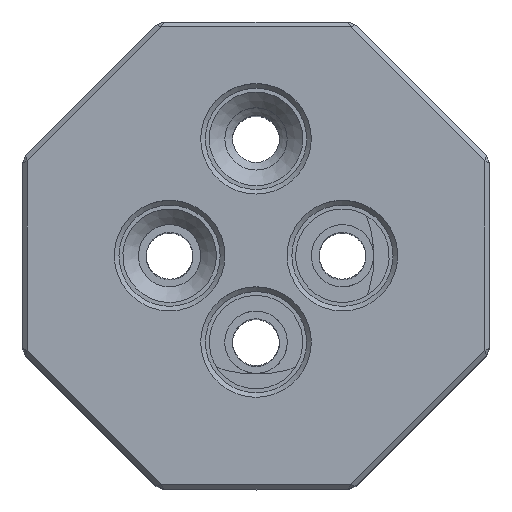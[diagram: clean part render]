
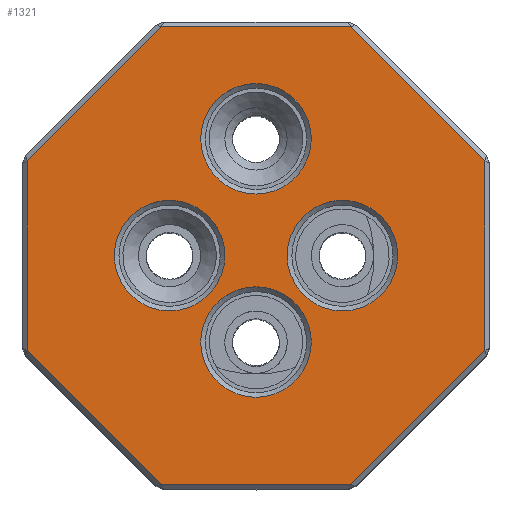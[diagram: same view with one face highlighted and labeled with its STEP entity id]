
A CAD part, top view. The second image highlights one B-rep face of the part: STEP entity #1321.
In plain terms, the highlighted planar face has unit normal (0, 0, 1).
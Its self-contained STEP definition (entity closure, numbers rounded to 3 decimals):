
#18=FACE_BOUND('',#312,.T.);
#19=FACE_BOUND('',#313,.T.);
#20=FACE_BOUND('',#314,.T.);
#21=FACE_BOUND('',#315,.T.);
#66=PLANE('',#1470);
#227=FACE_OUTER_BOUND('',#311,.T.);
#311=EDGE_LOOP('',(#1151,#1152,#1153,#1154,#1155,#1156,#1157,#1158));
#312=EDGE_LOOP('',(#1159));
#313=EDGE_LOOP('',(#1160));
#314=EDGE_LOOP('',(#1161));
#315=EDGE_LOOP('',(#1162));
#377=LINE('',#2053,#494);
#391=LINE('',#2082,#508);
#405=LINE('',#2111,#522);
#419=LINE('',#2140,#536);
#421=LINE('',#2143,#538);
#423=LINE('',#2146,#540);
#425=LINE('',#2149,#542);
#427=LINE('',#2152,#544);
#494=VECTOR('',#1690,10.);
#508=VECTOR('',#1714,10.);
#522=VECTOR('',#1738,10.);
#536=VECTOR('',#1762,10.);
#538=VECTOR('',#1766,10.);
#540=VECTOR('',#1770,10.);
#542=VECTOR('',#1774,10.);
#544=VECTOR('',#1778,10.);
#600=CIRCLE('',#1405,3.55);
#605=CIRCLE('',#1413,3.55);
#610=CIRCLE('',#1421,3.55);
#615=CIRCLE('',#1429,3.55);
#655=VERTEX_POINT('',#1970);
#660=VERTEX_POINT('',#1985);
#665=VERTEX_POINT('',#2000);
#670=VERTEX_POINT('',#2015);
#672=VERTEX_POINT('',#2028);
#677=VERTEX_POINT('',#2041);
#682=VERTEX_POINT('',#2057);
#687=VERTEX_POINT('',#2070);
#692=VERTEX_POINT('',#2086);
#697=VERTEX_POINT('',#2099);
#702=VERTEX_POINT('',#2115);
#707=VERTEX_POINT('',#2128);
#770=EDGE_CURVE('',#655,#655,#600,.T.);
#777=EDGE_CURVE('',#660,#660,#605,.T.);
#784=EDGE_CURVE('',#665,#665,#610,.T.);
#791=EDGE_CURVE('',#670,#670,#615,.T.);
#809=EDGE_CURVE('',#672,#677,#377,.T.);
#823=EDGE_CURVE('',#677,#687,#391,.T.);
#837=EDGE_CURVE('',#687,#697,#405,.T.);
#851=EDGE_CURVE('',#697,#707,#419,.T.);
#853=EDGE_CURVE('',#707,#702,#421,.T.);
#855=EDGE_CURVE('',#702,#692,#423,.T.);
#857=EDGE_CURVE('',#692,#682,#425,.T.);
#859=EDGE_CURVE('',#682,#672,#427,.T.);
#1151=ORIENTED_EDGE('',*,*,#809,.F.);
#1152=ORIENTED_EDGE('',*,*,#859,.F.);
#1153=ORIENTED_EDGE('',*,*,#857,.F.);
#1154=ORIENTED_EDGE('',*,*,#855,.F.);
#1155=ORIENTED_EDGE('',*,*,#853,.F.);
#1156=ORIENTED_EDGE('',*,*,#851,.F.);
#1157=ORIENTED_EDGE('',*,*,#837,.F.);
#1158=ORIENTED_EDGE('',*,*,#823,.F.);
#1159=ORIENTED_EDGE('',*,*,#784,.T.);
#1160=ORIENTED_EDGE('',*,*,#777,.T.);
#1161=ORIENTED_EDGE('',*,*,#791,.T.);
#1162=ORIENTED_EDGE('',*,*,#770,.T.);
#1321=ADVANCED_FACE('',(#227,#18,#19,#20,#21),#66,.T.);
#1405=AXIS2_PLACEMENT_3D('',#1971,#1599,#1600);
#1413=AXIS2_PLACEMENT_3D('',#1986,#1617,#1618);
#1421=AXIS2_PLACEMENT_3D('',#2001,#1635,#1636);
#1429=AXIS2_PLACEMENT_3D('',#2016,#1653,#1654);
#1470=AXIS2_PLACEMENT_3D('',#2180,#1813,#1814);
#1599=DIRECTION('center_axis',(0.,0.,-1.));
#1600=DIRECTION('ref_axis',(1.,0.,0.));
#1617=DIRECTION('center_axis',(0.,0.,-1.));
#1618=DIRECTION('ref_axis',(1.,0.,0.));
#1635=DIRECTION('center_axis',(0.,0.,-1.));
#1636=DIRECTION('ref_axis',(1.,0.,0.));
#1653=DIRECTION('center_axis',(0.,0.,-1.));
#1654=DIRECTION('ref_axis',(1.,0.,0.));
#1690=DIRECTION('',(-1.,0.,0.));
#1714=DIRECTION('',(-0.707,0.707,0.));
#1738=DIRECTION('',(0.,1.,0.));
#1762=DIRECTION('',(0.707,0.707,0.));
#1766=DIRECTION('',(1.,0.,0.));
#1770=DIRECTION('',(0.707,-0.707,0.));
#1774=DIRECTION('',(0.,-1.,0.));
#1778=DIRECTION('',(-0.707,-0.707,0.));
#1813=DIRECTION('center_axis',(0.,0.,1.));
#1814=DIRECTION('ref_axis',(1.,0.,0.));
#1970=CARTESIAN_POINT('',(-3.55,-5.55,38.05));
#1971=CARTESIAN_POINT('Origin',(0.,-5.55,38.05));
#1985=CARTESIAN_POINT('',(2.,0.,38.05));
#1986=CARTESIAN_POINT('Origin',(5.55,0.,38.05));
#2000=CARTESIAN_POINT('',(-3.55,7.5,38.05));
#2001=CARTESIAN_POINT('Origin',(0.,7.5,38.05));
#2015=CARTESIAN_POINT('',(-9.1,0.,38.05));
#2016=CARTESIAN_POINT('Origin',(-5.55,0.,38.05));
#2028=CARTESIAN_POINT('',(6.089,-14.7,38.05));
#2041=CARTESIAN_POINT('',(-6.089,-14.7,38.05));
#2053=CARTESIAN_POINT('',(-3.107,-14.7,38.05));
#2057=CARTESIAN_POINT('',(14.7,-6.089,38.05));
#2070=CARTESIAN_POINT('',(-14.7,-6.089,38.05));
#2082=CARTESIAN_POINT('',(-12.591,-8.198,38.05));
#2086=CARTESIAN_POINT('',(14.7,6.089,38.05));
#2099=CARTESIAN_POINT('',(-14.7,6.089,38.05));
#2111=CARTESIAN_POINT('',(-14.7,3.107,38.05));
#2115=CARTESIAN_POINT('',(6.089,14.7,38.05));
#2128=CARTESIAN_POINT('',(-6.089,14.7,38.05));
#2140=CARTESIAN_POINT('',(-8.198,12.591,38.05));
#2143=CARTESIAN_POINT('',(3.107,14.7,38.05));
#2146=CARTESIAN_POINT('',(12.591,8.198,38.05));
#2149=CARTESIAN_POINT('',(14.7,-3.107,38.05));
#2152=CARTESIAN_POINT('',(8.198,-12.591,38.05));
#2180=CARTESIAN_POINT('Origin',(0.,0.,38.05));
